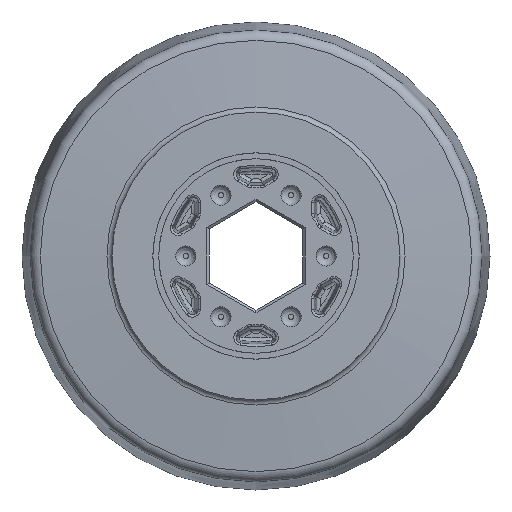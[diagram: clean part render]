
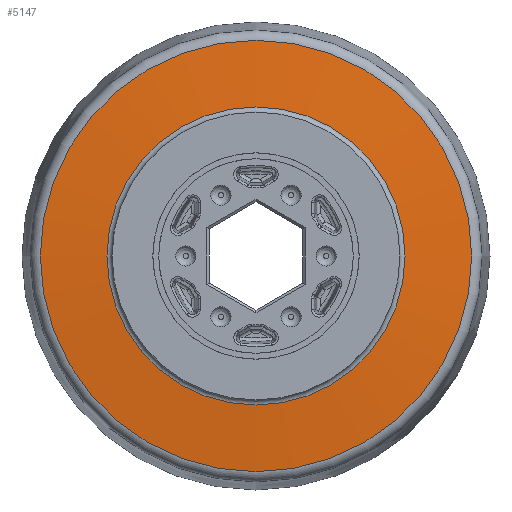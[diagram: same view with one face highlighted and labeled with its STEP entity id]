
A CAD part, left-side view. The second image highlights one B-rep face of the part: STEP entity #5147.
In plain terms, the highlighted conical face has half-angle 85 degrees and reference radius 29.265 mm.
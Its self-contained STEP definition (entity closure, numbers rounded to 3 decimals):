
#558=LINE('',#8030,#807);
#807=VECTOR('',#6368,29.265);
#1041=CONICAL_SURFACE('',#5623,29.265,1.484);
#1101=FACE_OUTER_BOUND('',#1439,.T.);
#1439=EDGE_LOOP('',(#3644,#3645,#3646,#3647,#3648,#3649,#3650,#3651));
#1773=CIRCLE('',#5472,29.265);
#1774=CIRCLE('',#5473,29.265);
#1775=CIRCLE('',#5474,29.265);
#1784=CIRCLE('',#5485,20.228);
#1785=CIRCLE('',#5486,20.228);
#1786=CIRCLE('',#5487,20.228);
#2104=VERTEX_POINT('',#7411);
#2105=VERTEX_POINT('',#7413);
#2106=VERTEX_POINT('',#7415);
#2113=VERTEX_POINT('',#7433);
#2114=VERTEX_POINT('',#7435);
#2115=VERTEX_POINT('',#7437);
#2613=EDGE_CURVE('',#2104,#2105,#1773,.T.);
#2614=EDGE_CURVE('',#2105,#2106,#1774,.T.);
#2615=EDGE_CURVE('',#2106,#2104,#1775,.T.);
#2624=EDGE_CURVE('',#2114,#2113,#1784,.T.);
#2625=EDGE_CURVE('',#2115,#2114,#1785,.T.);
#2626=EDGE_CURVE('',#2113,#2115,#1786,.T.);
#2764=EDGE_CURVE('',#2105,#2114,#558,.T.);
#3644=ORIENTED_EDGE('',*,*,#2615,.F.);
#3645=ORIENTED_EDGE('',*,*,#2614,.F.);
#3646=ORIENTED_EDGE('',*,*,#2764,.T.);
#3647=ORIENTED_EDGE('',*,*,#2624,.T.);
#3648=ORIENTED_EDGE('',*,*,#2626,.T.);
#3649=ORIENTED_EDGE('',*,*,#2625,.T.);
#3650=ORIENTED_EDGE('',*,*,#2764,.F.);
#3651=ORIENTED_EDGE('',*,*,#2613,.F.);
#5147=ADVANCED_FACE('',(#1101),#1041,.T.);
#5472=AXIS2_PLACEMENT_3D('',#7414,#6040,#6041);
#5473=AXIS2_PLACEMENT_3D('',#7416,#6042,#6043);
#5474=AXIS2_PLACEMENT_3D('',#7417,#6044,#6045);
#5485=AXIS2_PLACEMENT_3D('',#7436,#6066,#6067);
#5486=AXIS2_PLACEMENT_3D('',#7438,#6068,#6069);
#5487=AXIS2_PLACEMENT_3D('',#7439,#6070,#6071);
#5623=AXIS2_PLACEMENT_3D('',#8029,#6366,#6367);
#6040=DIRECTION('center_axis',(1.,0.,0.));
#6041=DIRECTION('ref_axis',(0.,0.,-1.));
#6042=DIRECTION('center_axis',(1.,0.,0.));
#6043=DIRECTION('ref_axis',(0.,0.,-1.));
#6044=DIRECTION('center_axis',(1.,0.,0.));
#6045=DIRECTION('ref_axis',(0.,0.,-1.));
#6066=DIRECTION('center_axis',(1.,0.,0.));
#6067=DIRECTION('ref_axis',(0.,0.,-1.));
#6068=DIRECTION('center_axis',(1.,0.,0.));
#6069=DIRECTION('ref_axis',(0.,0.,-1.));
#6070=DIRECTION('center_axis',(1.,0.,0.));
#6071=DIRECTION('ref_axis',(0.,0.,-1.));
#6366=DIRECTION('center_axis',(1.,0.,0.));
#6367=DIRECTION('ref_axis',(0.,1.,0.));
#6368=DIRECTION('',(-0.087,0.996,0.));
#7411=CARTESIAN_POINT('',(-13.954,0.,29.265));
#7413=CARTESIAN_POINT('',(-13.954,-29.265,0.));
#7414=CARTESIAN_POINT('Origin',(-13.954,0.,0.));
#7415=CARTESIAN_POINT('',(-13.954,29.265,0.));
#7416=CARTESIAN_POINT('Origin',(-13.954,0.,0.));
#7417=CARTESIAN_POINT('Origin',(-13.954,0.,0.));
#7433=CARTESIAN_POINT('',(-14.745,0.,-20.228));
#7435=CARTESIAN_POINT('',(-14.745,-20.228,0.));
#7436=CARTESIAN_POINT('Origin',(-14.745,0.,0.));
#7437=CARTESIAN_POINT('',(-14.745,20.228,0.));
#7438=CARTESIAN_POINT('Origin',(-14.745,0.,0.));
#7439=CARTESIAN_POINT('Origin',(-14.745,0.,0.));
#8029=CARTESIAN_POINT('Origin',(-13.954,0.,0.));
#8030=CARTESIAN_POINT('',(-13.954,-29.265,0.));
